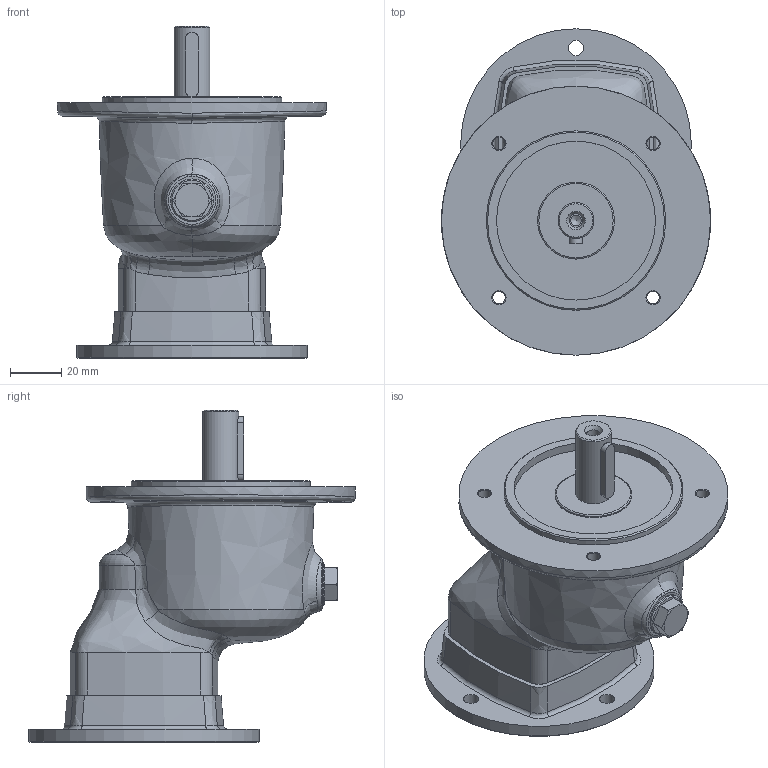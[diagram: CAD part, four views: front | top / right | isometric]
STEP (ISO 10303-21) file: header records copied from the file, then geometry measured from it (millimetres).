
FILE_DESCRIPTION( ( 'Unknown' ), '1' );
FILE_NAME( '2DB8EDB7CA6D3BC9AD223D9A168A3D.3d.stp', 'Unknown', ( 'Unknown' ), ( 'Unknown' ), 'PSStep 10.1', 'Unknown', ' ' );
FILE_SCHEMA( ( 'AUTOMOTIVE_DESIGN { 1 0 10303 214 1 1 1 1 }' ) );
Length unit declared in the file: millimetre
Products named in the file (1): 211N8800
Bounding box: 105 x 127.5 x 129.5 mm (x, y, z)
Volume: 397695.7 mm3; surface area: 58200 mm2
Topology: 1 solids, 9 shells, 257 faces, 606 edges, 385 vertices
Faces by surface type: plane 82, cylinder 61, cone 57, bspline 40, torus 15, sphere 2
Full cylindrical faces by diameter (mm): 4.134 x1, 4.917 x8, 5.3 x1, 6 x8, 6.5 x4, 10 x4, 10.5 x4, 14 x1, 16.662 x1, 25 x1, 30 x1, 40 x1, 62 x1, 70 x1, 90 x1, 105 x1
Entity records: 24546 total; most frequent: CARTESIAN_POINT 17375, DIRECTION 1002, ORIENTED_EDGE 966, EDGE_CURVE 483, AXIS2_PLACEMENT_3D 434, EDGE_LOOP 376, VERTEX_POINT 344, FACE_OUTER_BOUND 307
